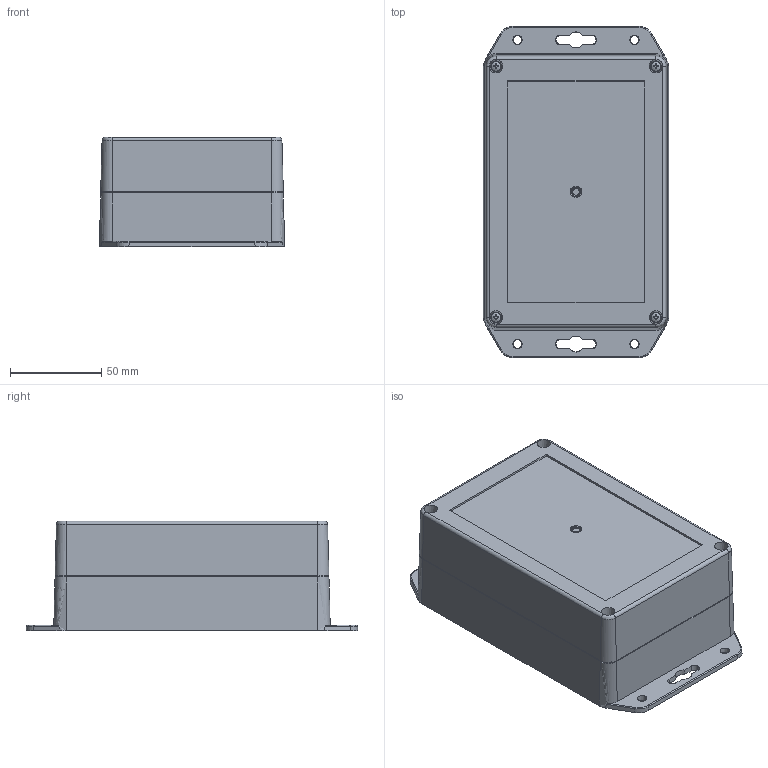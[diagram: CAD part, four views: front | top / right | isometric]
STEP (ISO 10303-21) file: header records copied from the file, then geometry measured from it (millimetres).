
FILE_DESCRIPTION(/* description */ (''),/* implementation_level */ '2;1');
FILE_NAME(/* name */ '2504612_3D.stp',/* time_stamp */ '2022-05-23T07:38:37+02:00',/* author */ ('haertel'),/* organization */ (''),/* preprocessor_version */ 'ST-DEVELOPER v18.1',/* originating_system */ 'Autodesk Inventor 2022',/* authorisation */ '');
FILE_SCHEMA (('AUTOMOTIVE_DESIGN { 1 0 10303 214 3 1 1 }'));
Length unit declared in the file: millimetre
Products named in the file (7): 2504612_3D; 2504612_3D_7; 2504612_3D_1; 2504612_3D_6; 2504612_3D_5; GWDBU_Pencom_M3 - IN2304 - TMZ-M3-5.2; DIN 7985 M3x17x12
Assembly tree (12 placements, depth 2):
  2504612_3D
    2504612_3D_7
    2504612_3D_1
    2504612_3D_6
    2504612_3D_5
    GWDBU_Pencom_M3 - IN2304 - TMZ-M3-5.2  x4
    DIN 7985 M3x17x12  x4
Bounding box: 101.54 x 181.54 x 60 mm (x, y, z)
Volume: 227579.8 mm3; surface area: 152350.3 mm2
Topology: 12 solids, 12 shells, 1828 faces, 4138 edges, 2404 vertices
Faces by surface type: plane 1114, cone 375, bspline 184, cylinder 142, torus 9, sphere 4
Full cylindrical faces by diameter (mm): 2.5 x8, 2.75 x4, 2.8 x4, 3 x4, 3.5 x4, 3.65 x16, 4 x4
Entity records: 39996 total; most frequent: CARTESIAN_POINT 17135, ORIENTED_EDGE 4874, DIRECTION 4370, EDGE_CURVE 2437, AXIS2_PLACEMENT_3D 1592, VERTEX_POINT 1519, LINE 1186, VECTOR 1186
